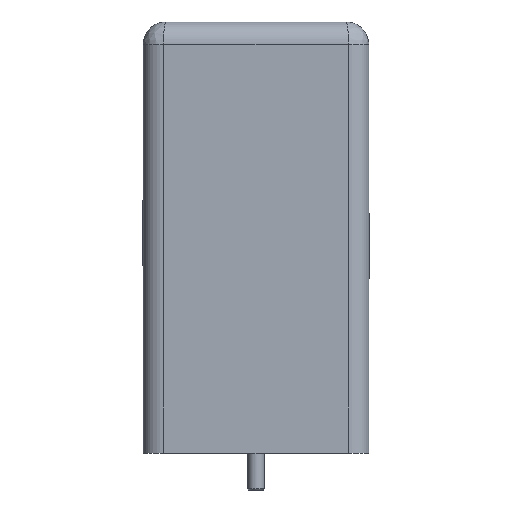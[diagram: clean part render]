
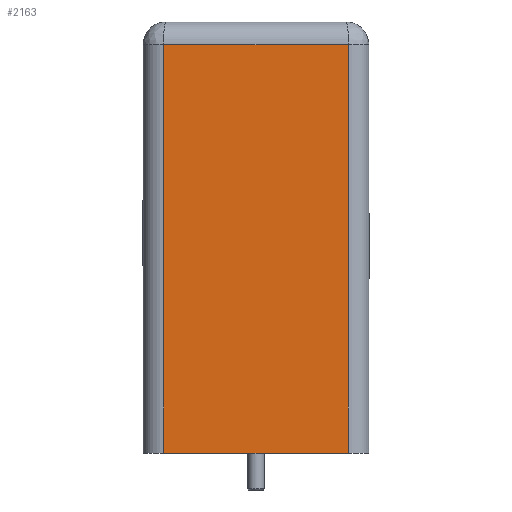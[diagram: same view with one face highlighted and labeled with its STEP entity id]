
A CAD part, front view. The second image highlights one B-rep face of the part: STEP entity #2163.
In plain terms, the highlighted planar face has unit normal (0, -1, 0).
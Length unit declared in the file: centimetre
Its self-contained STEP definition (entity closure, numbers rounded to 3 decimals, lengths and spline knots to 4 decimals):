
#87=VECTOR('',#3546,1.);
#342=VECTOR('',#3906,1.);
#343=VECTOR('',#3908,1.);
#344=VECTOR('',#3909,1.);
#353=LINE('',#2324,#87);
#608=LINE('',#3012,#342);
#609=LINE('',#3175,#343);
#610=LINE('',#3177,#344);
#714=PLANE('',#2288);
#735=VERTEX_POINT('',#2323);
#736=VERTEX_POINT('',#2325);
#909=VERTEX_POINT('',#3011);
#911=VERTEX_POINT('',#3176);
#939=EDGE_CURVE('',#736,#735,#353,.T.);
#1200=EDGE_CURVE('',#909,#735,#608,.T.);
#1203=EDGE_CURVE('',#911,#909,#609,.T.);
#1204=EDGE_CURVE('',#736,#911,#610,.T.);
#1714=ORIENTED_EDGE('',*,*,#1200,.F.);
#1715=ORIENTED_EDGE('',*,*,#1203,.F.);
#1716=ORIENTED_EDGE('',*,*,#1204,.F.);
#1717=ORIENTED_EDGE('',*,*,#939,.T.);
#1911=EDGE_LOOP('',(#1714,#1715,#1716,#1717));
#2043=FACE_BOUND('',#1911,.T.);
#2163=ADVANCED_FACE('',(#2043),#714,.T.);
#2288=AXIS2_PLACEMENT_3D('',#3174,#3907,$);
#2323=CARTESIAN_POINT('',(0.45,-1.575,0.));
#2324=CARTESIAN_POINT('',(-0.55,-1.575,0.));
#2325=CARTESIAN_POINT('',(-0.45,-1.575,0.));
#3011=CARTESIAN_POINT('',(0.45,-1.575,1.99));
#3012=CARTESIAN_POINT('',(0.45,-1.575,0.));
#3174=CARTESIAN_POINT('',(0.,-1.575,0.));
#3175=CARTESIAN_POINT('',(0.,-1.575,1.99));
#3176=CARTESIAN_POINT('',(-0.45,-1.575,1.99));
#3177=CARTESIAN_POINT('',(-0.45,-1.575,0.));
#3546=DIRECTION('',(1.,0.,0.));
#3906=DIRECTION('',(0.,0.,-1.));
#3907=DIRECTION('',(0.,-1.,0.));
#3908=DIRECTION('',(1.,0.,0.));
#3909=DIRECTION('',(0.,0.,1.));
